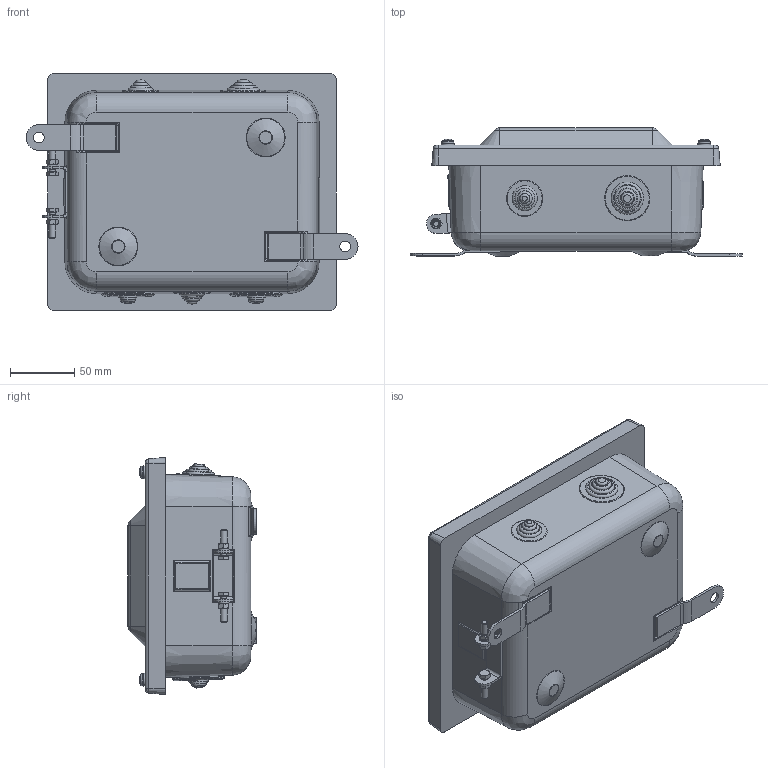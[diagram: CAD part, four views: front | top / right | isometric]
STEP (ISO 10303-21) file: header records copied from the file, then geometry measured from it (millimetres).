
FILE_DESCRIPTION(/* description */ (''),/* implementation_level */ '2;1');
FILE_NAME(/* name */ '',/* time_stamp */ '2025-07-21T14:50:31+07:00',/* author */ ('zeta-72'),/* organization */ (''),/* preprocessor_version */ 'ST-DEVELOPER v19.2',/* originating_system */ 'Autodesk Inventor 2024',/* authorisation */ '');
FILE_SCHEMA (('AUTOMOTIVE_DESIGN { 1 0 10303 214 3 1 1 }'));
Length unit declared in the file: millimetre
Products named in the file (1): ЗЭТА.030.331.000 СБ Коробка 
клеммная КЗНА-08 I
P43_Упростить_1
Bounding box: 259 x 100 x 185 mm (x, y, z)
Volume: 2737394 mm3; surface area: 152512.9 mm2
Topology: 1 solids, 1 shells, 498 faces, 1217 edges, 758 vertices
Faces by surface type: plane 176, cylinder 115, cone 104, torus 69, bspline 24, sphere 10
Full cylindrical faces by diameter (mm): 4.567 x2, 5 x4, 6.7 x2, 7.5 x2, 8.5 x2, 9.5 x1, 10 x4, 11.5 x2, 14 x2, 14.75 x1, 15.5 x2, 19.5 x2, 20 x1, 25.25 x1, 28.217 x2, 35.217 x1, 36 x2
Entity records: 16226 total; most frequent: CARTESIAN_POINT 4160, DIRECTION 2456, ORIENTED_EDGE 2398, EDGE_CURVE 1199, AXIS2_PLACEMENT_3D 1018, VERTEX_POINT 758, EDGE_LOOP 561, CIRCLE 503
